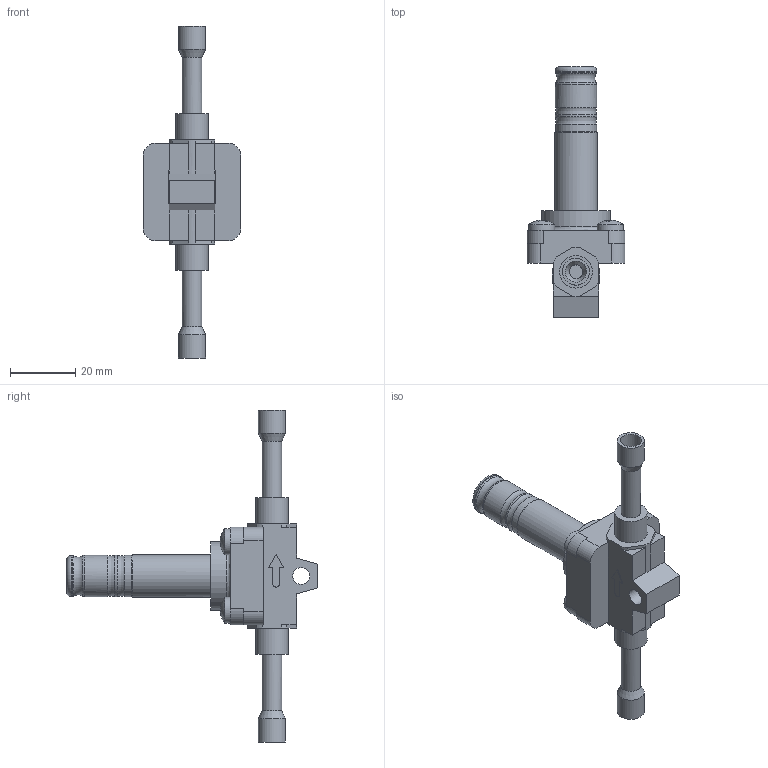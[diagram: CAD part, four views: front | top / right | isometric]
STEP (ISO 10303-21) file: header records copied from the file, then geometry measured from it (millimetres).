
FILE_DESCRIPTION(('TFLEX Exchange Step'),'2;1');
FILE_NAME('032F2206R.stp', '2023-09-28T09:33:07+03:00',('RUCO3026'),('Unknown organisation'),'TFLEX Exchange 2022.1','T-FLEX CAD','Unknown authorisation');
FILE_SCHEMA( ('AUTOMOTIVE_DESIGN { 1 0 10303 214 1 1 1 1 }') );
Length unit declared in the file: millimetre
Products named in the file (1): Nodes
Bounding box: 30 x 77.1 x 102 mm (x, y, z)
Volume: 18970.3 mm3; surface area: 11902.1 mm2
Topology: 1 solids, 6 shells, 207 faces, 602 edges, 421 vertices
Faces by surface type: plane 118, cylinder 70, torus 9, cone 6, sphere 4
Full cylindrical faces by diameter (mm): 4 x4, 4.2 x6, 5.2 x1, 6 x2, 6.5 x2, 8 x4, 8.3 x2, 10 x2, 11.6 x2, 12 x1, 12.7 x4, 13.1 x1, 21 x1
Entity records: 8279 total; most frequent: CARTESIAN_POINT 2689, ORIENTED_EDGE 1204, DIRECTION 1158, EDGE_CURVE 602, AXIS2_PLACEMENT_3D 425, VERTEX_POINT 421, VECTOR 308, LINE 308
